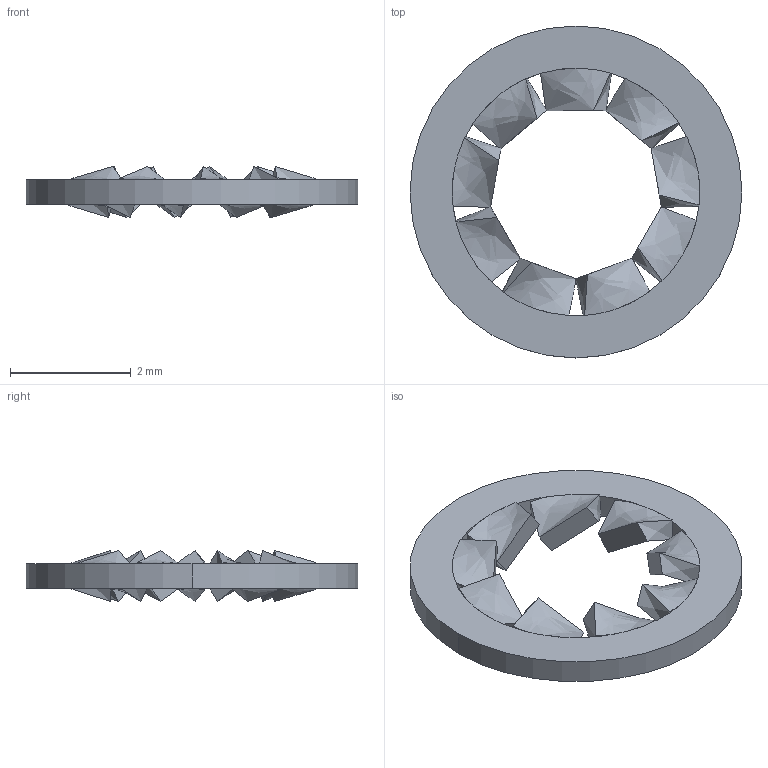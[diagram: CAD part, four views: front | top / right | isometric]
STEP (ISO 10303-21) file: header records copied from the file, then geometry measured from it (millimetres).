
FILE_DESCRIPTION (( 'STEP AP203' ), '1' );
FILE_NAME ('93925A220.step', '2014-12-03T16:19:46', ( '' ), ( '' ), 'SwSTEP 2.0', 'SolidWorks 2010', '' );
FILE_SCHEMA (( 'CONFIG_CONTROL_DESIGN' ));
Length unit declared in the file: millimetre
Products named in the file (1): 93925A220
Bounding box: 5.5 x 5.5 x 0.85 mm (x, y, z)
Volume: 6.5 mm3; surface area: 49.4 mm2
Topology: 1 solids, 1 shells, 78 faces, 210 edges, 134 vertices
Faces by surface type: bspline 36, cylinder 31, plane 11
Entity records: 2981 total; most frequent: CARTESIAN_POINT 1203, ORIENTED_EDGE 420, DIRECTION 246, EDGE_CURVE 210, VERTEX_POINT 134, B_SPLINE_CURVE_WITH_KNOTS 92, AXIS2_PLACEMENT_3D 85, EDGE_LOOP 80
